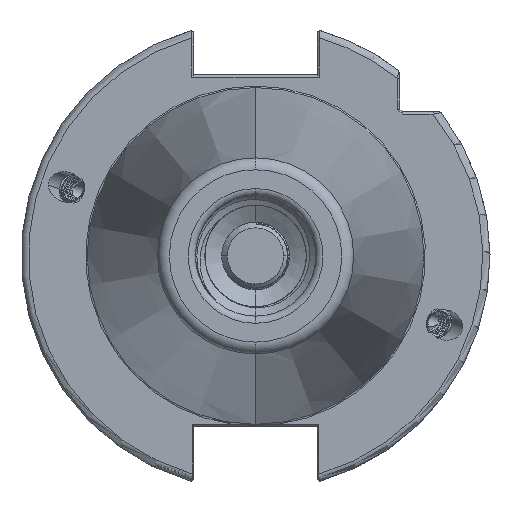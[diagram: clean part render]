
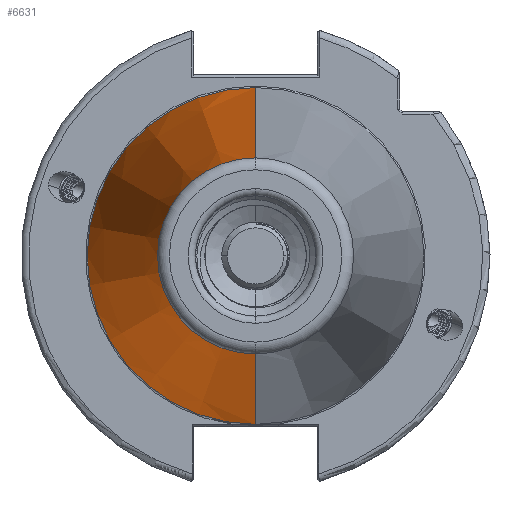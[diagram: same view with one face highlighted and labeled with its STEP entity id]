
A CAD part, left-side view. The second image highlights one B-rep face of the part: STEP entity #6631.
In plain terms, the highlighted conical face has half-angle 8.297 degrees and reference radius 35.392 mm.
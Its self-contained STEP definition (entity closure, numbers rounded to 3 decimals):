
#325 = ORIENTED_EDGE ( 'NONE', *, *, #7884, .F. ) ;
#402 = ORIENTED_EDGE ( 'NONE', *, *, #26053, .T. ) ;
#417 = ORIENTED_EDGE ( 'NONE', *, *, #7802, .T. ) ;
#421 = ORIENTED_EDGE ( 'NONE', *, *, #7795, .F. ) ;
#435 = ORIENTED_EDGE ( 'NONE', *, *, #7870, .F. ) ;
#1254 = AXIS2_PLACEMENT_3D ( 'NONE', #22368, #22369, #22390 ) ;
#1468 = AXIS2_PLACEMENT_3D ( 'NONE', #25067, #25069, #25070 ) ;
#1502 = AXIS2_PLACEMENT_3D ( 'NONE', #24222, #24206, #24226 ) ;
#1507 = VERTEX_POINT ( 'NONE', #7169 ) ;
#1587 = VERTEX_POINT ( 'NONE', #7405 ) ;
#2002 = CIRCLE ( 'NONE', #12637, 20.399 ) ;
#6631 = ADVANCED_FACE ( 'NONE', ( #30005 ), #30034, .T. ) ;
#7169 = CARTESIAN_POINT ( 'NONE',  ( -102.811, 0., 20.399 ) ) ;
#7405 = CARTESIAN_POINT ( 'NONE',  ( -2.5, 35.027, 0. ) ) ;
#7795 = EDGE_CURVE ( 'NONE', #24770, #1587, #30569, .T. ) ;
#7802 = EDGE_CURVE ( 'NONE', #1507, #24741, #30567, .T. ) ;
#7870 = EDGE_CURVE ( 'NONE', #1587, #24741, #29324, .T. ) ;
#7884 = EDGE_CURVE ( 'NONE', #24738, #24770, #29284, .T. ) ;
#9678 = CARTESIAN_POINT ( 'NONE',  ( -102.811, 0., -20.399 ) ) ;
#9706 = CARTESIAN_POINT ( 'NONE',  ( -2.5, 0., 35.027 ) ) ;
#9790 = CARTESIAN_POINT ( 'NONE',  ( -2.5, 0., -35.027 ) ) ;
#10298 = CARTESIAN_POINT ( 'NONE',  ( -102.811, 0., 0. ) ) ;
#10315 = DIRECTION ( 'NONE',  ( 1., 0., 0. ) ) ;
#10321 = DIRECTION ( 'NONE',  ( 0., 0., 1. ) ) ;
#12637 = AXIS2_PLACEMENT_3D ( 'NONE', #10298, #10315, #10321 ) ;
#19320 = EDGE_LOOP ( 'NONE', ( #402, #417, #435, #421, #325 ) ) ;
#22368 = CARTESIAN_POINT ( 'NONE',  ( 0., 0., 0. ) ) ;
#22369 = DIRECTION ( 'NONE',  ( 1., 0., 0. ) ) ;
#22390 = DIRECTION ( 'NONE',  ( 0., 0., -1. ) ) ;
#24206 = DIRECTION ( 'NONE',  ( 1., 0., 0. ) ) ;
#24222 = CARTESIAN_POINT ( 'NONE',  ( -2.5, 0., 0. ) ) ;
#24226 = DIRECTION ( 'NONE',  ( 0., 1., 0. ) ) ;
#24261 = CARTESIAN_POINT ( 'NONE',  ( 0., 0., -35.392 ) ) ;
#24269 = DIRECTION ( 'NONE',  ( 0.99, 0., -0.144 ) ) ;
#24738 = VERTEX_POINT ( 'NONE', #9678 ) ;
#24741 = VERTEX_POINT ( 'NONE', #9706 ) ;
#24770 = VERTEX_POINT ( 'NONE', #9790 ) ;
#25067 = CARTESIAN_POINT ( 'NONE',  ( -2.5, 0., 0. ) ) ;
#25069 = DIRECTION ( 'NONE',  ( 1., 0., 0. ) ) ;
#25070 = DIRECTION ( 'NONE',  ( 0., 1., 0. ) ) ;
#25262 = CARTESIAN_POINT ( 'NONE',  ( 0., 0., 35.392 ) ) ;
#25265 = DIRECTION ( 'NONE',  ( 0.99, 0., 0.144 ) ) ;
#26053 = EDGE_CURVE ( 'NONE', #24738, #1507, #2002, .T. ) ;
#29284 = LINE ( 'NONE', #24261, #29335 ) ;
#29324 = CIRCLE ( 'NONE', #1502, 35.027 ) ;
#29335 = VECTOR ( 'NONE', #24269, 1000. ) ;
#30005 = FACE_OUTER_BOUND ( 'NONE', #19320, .T. ) ;
#30034 = CONICAL_SURFACE ( 'NONE', #1254, 35.392, 0.145 ) ;
#30567 = LINE ( 'NONE', #25262, #30601 ) ;
#30569 = CIRCLE ( 'NONE', #1468, 35.027 ) ;
#30601 = VECTOR ( 'NONE', #25265, 1000. ) ;
